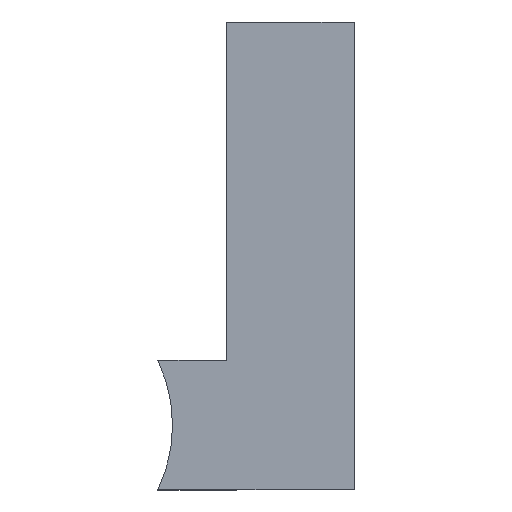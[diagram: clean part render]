
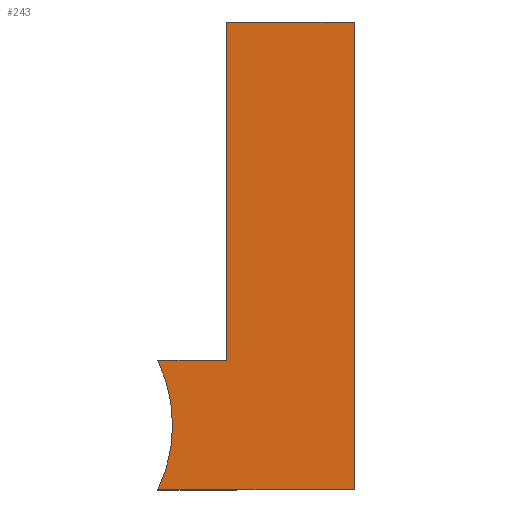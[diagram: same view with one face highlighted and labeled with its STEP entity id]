
A CAD part, top view. The second image highlights one B-rep face of the part: STEP entity #243.
In plain terms, the highlighted planar face has unit normal (0, 0, 1).
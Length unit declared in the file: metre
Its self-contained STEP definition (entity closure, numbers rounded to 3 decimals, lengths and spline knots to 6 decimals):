
#14=CIRCLE('',#265,0.017294);
#55=ORIENTED_EDGE('',*,*,#90,.F.);
#56=ORIENTED_EDGE('',*,*,#95,.T.);
#57=ORIENTED_EDGE('',*,*,#99,.T.);
#58=ORIENTED_EDGE('',*,*,#104,.T.);
#59=ORIENTED_EDGE('',*,*,#108,.T.);
#60=ORIENTED_EDGE('',*,*,#109,.T.);
#90=EDGE_CURVE('',#122,#123,#14,.T.);
#95=EDGE_CURVE('',#122,#126,#148,.T.);
#99=EDGE_CURVE('',#126,#129,#152,.T.);
#104=EDGE_CURVE('',#129,#132,#157,.T.);
#108=EDGE_CURVE('',#132,#134,#161,.T.);
#109=EDGE_CURVE('',#134,#123,#162,.T.);
#122=VERTEX_POINT('',#360);
#123=VERTEX_POINT('',#362);
#126=VERTEX_POINT('',#370);
#129=VERTEX_POINT('',#378);
#132=VERTEX_POINT('',#387);
#134=VERTEX_POINT('',#394);
#148=LINE('',#371,#179);
#152=LINE('',#379,#183);
#157=LINE('',#388,#188);
#161=LINE('',#395,#192);
#162=LINE('',#397,#193);
#179=VECTOR('',#301,1.);
#183=VECTOR('',#307,1.);
#188=VECTOR('',#314,1.);
#192=VECTOR('',#320,1.);
#193=VECTOR('',#323,1.);
#205=EDGE_LOOP('',(#55,#56,#57,#58,#59,#60));
#218=FACE_BOUND('',#205,.T.);
#230=PLANE('',#271);
#243=ADVANCED_FACE('',(#218),#230,.T.);
#265=AXIS2_PLACEMENT_3D('',#361,#293,#294);
#271=AXIS2_PLACEMENT_3D('',#398,#324,#325);
#293=DIRECTION('',(0.,0.,1.));
#294=DIRECTION('',(1.,0.,0.));
#301=DIRECTION('',(1.,0.,0.));
#307=DIRECTION('',(0.,1.,0.));
#314=DIRECTION('',(-1.,0.,0.));
#320=DIRECTION('',(0.,-1.,0.));
#323=DIRECTION('',(-1.,0.,0.));
#324=DIRECTION('',(0.,0.,1.));
#325=DIRECTION('',(1.,0.,0.));
#360=CARTESIAN_POINT('',(-0.024358,0.004814,0.002));
#361=CARTESIAN_POINT('',(-0.039941,0.012314,0.002));
#362=CARTESIAN_POINT('',(-0.024358,0.019814,0.002));
#370=CARTESIAN_POINT('',(-0.001608,0.004814,0.002));
#371=CARTESIAN_POINT('',(-0.012983,0.004814,0.002));
#378=CARTESIAN_POINT('',(-0.001608,0.059026,0.002));
#379=CARTESIAN_POINT('',(-0.001608,0.03192,0.002));
#387=CARTESIAN_POINT('',(-0.016408,0.059026,0.002));
#388=CARTESIAN_POINT('',(-0.009008,0.059026,0.002));
#394=CARTESIAN_POINT('',(-0.016408,0.019814,0.002));
#395=CARTESIAN_POINT('',(-0.016408,0.03942,0.002));
#397=CARTESIAN_POINT('',(-0.020383,0.019814,0.002));
#398=CARTESIAN_POINT('',(-0.012983,0.03192,0.002));
